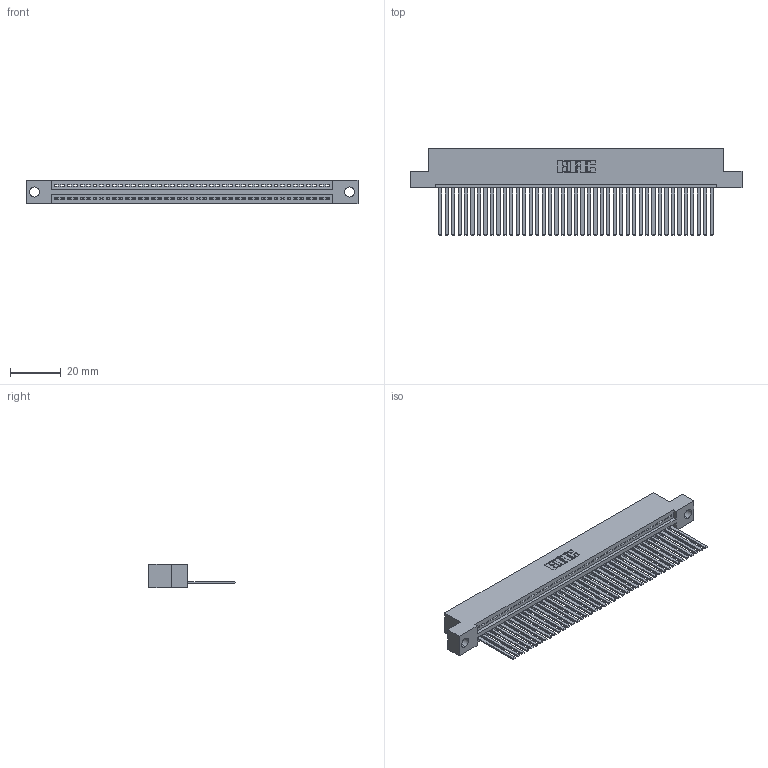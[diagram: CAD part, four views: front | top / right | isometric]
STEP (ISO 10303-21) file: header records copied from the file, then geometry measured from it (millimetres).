
FILE_DESCRIPTION (( 'STEP AP203' ), '1' );
FILE_NAME ('395-043-544-104.STEP', '2019-10-22T14:48:41', ( '' ), ( '' ), 'SwSTEP 2.0', 'SolidWorks 2016', '' );
FILE_SCHEMA (( 'CONFIG_CONTROL_DESIGN' ));
Length unit declared in the file: inch
Products named in the file (3): 345-292-001_345-293-144; 395-043-544-104; 345 Part_Flush Mounting Lugs - 0.156 Dia-TH
Assembly tree (44 placements, depth 2):
  395-043-544-104
    345 Part_Flush Mounting Lugs - 0.156 Dia-TH
    345-292-001_345-293-144  x43
Bounding box: 130.43 x 33.96 x 9.4 mm (x, y, z)
Volume: 12806.6 mm3; surface area: 18336.2 mm2
Topology: 44 solids, 44 shells, 2362 faces, 7135 edges, 4698 vertices
Faces by surface type: plane 1628, cylinder 734
Entity records: 32047 total; most frequent: CARTESIAN_POINT 5557, ORIENTED_EDGE 5534, DIRECTION 4849, EDGE_CURVE 2767, VECTOR 2467, LINE 2467, VERTEX_POINT 1842, AXIS2_PLACEMENT_3D 1191
